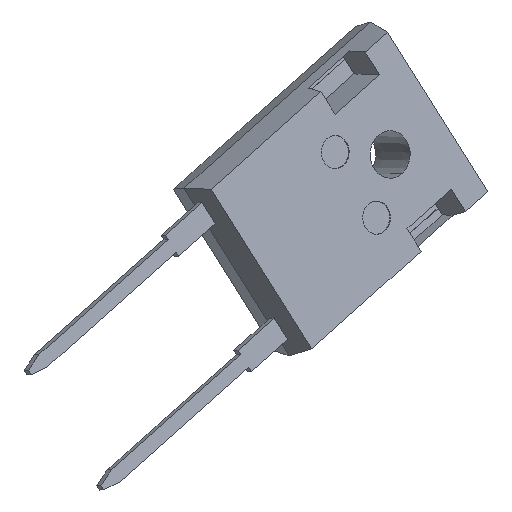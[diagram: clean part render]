
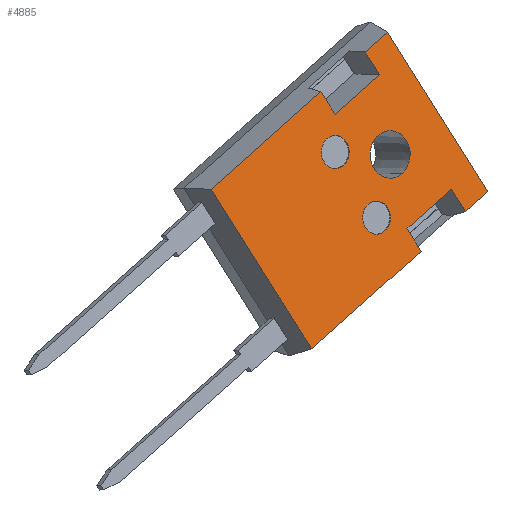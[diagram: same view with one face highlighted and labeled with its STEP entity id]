
A CAD part, top view. The second image highlights one B-rep face of the part: STEP entity #4885.
In plain terms, the highlighted face is planar.
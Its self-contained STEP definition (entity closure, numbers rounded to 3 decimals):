
#108 = EDGE_CURVE ( 'NONE', #3278, #5483, #6854, .T. ) ;
#175 = VECTOR ( 'NONE', #7393, 1000. ) ;
#229 = ORIENTED_EDGE ( 'NONE', *, *, #6419, .T. ) ;
#345 = LINE ( 'NONE', #1653, #2294 ) ;
#444 = AXIS2_PLACEMENT_3D ( 'NONE', #4602, #3177, #7264 ) ;
#460 = CARTESIAN_POINT ( 'NONE',  ( 12.25, -10., 3. ) ) ;
#510 = PLANE ( 'NONE',  #444 ) ;
#561 = CARTESIAN_POINT ( 'NONE',  ( 15.432, 0., 3. ) ) ;
#584 = EDGE_CURVE ( 'NONE', #3542, #5971, #5499, .T. ) ;
#688 = CIRCLE ( 'NONE', #829, 1.25 ) ;
#692 = DIRECTION ( 'NONE',  ( 0., -1., 0. ) ) ;
#693 = DIRECTION ( 'NONE',  ( 0., -1., 0. ) ) ;
#725 = CARTESIAN_POINT ( 'NONE',  ( 0.368, -20.632, 3. ) ) ;
#736 = LINE ( 'NONE', #1369, #2890 ) ;
#798 = CARTESIAN_POINT ( 'NONE',  ( 7.9, -6.15, 3. ) ) ;
#829 = AXIS2_PLACEMENT_3D ( 'NONE', #2391, #1667, #1039 ) ;
#842 = CARTESIAN_POINT ( 'NONE',  ( 13.3, -3.3, 3. ) ) ;
#887 = VERTEX_POINT ( 'NONE', #7589 ) ;
#939 = AXIS2_PLACEMENT_3D ( 'NONE', #8272, #2121, #4856 ) ;
#1039 = DIRECTION ( 'NONE',  ( 1., 0., 0. ) ) ;
#1074 = ORIENTED_EDGE ( 'NONE', *, *, #3365, .F. ) ;
#1098 = VECTOR ( 'NONE', #6182, 1000. ) ;
#1185 = VERTEX_POINT ( 'NONE', #3772 ) ;
#1230 = ORIENTED_EDGE ( 'NONE', *, *, #6211, .F. ) ;
#1231 = FACE_BOUND ( 'NONE', #2683, .T. ) ;
#1338 = ORIENTED_EDGE ( 'NONE', *, *, #7300, .F. ) ;
#1363 = EDGE_CURVE ( 'NONE', #2596, #2379, #4796, .T. ) ;
#1369 = CARTESIAN_POINT ( 'NONE',  ( 0.368, 0., 3. ) ) ;
#1509 = LINE ( 'NONE', #4887, #3024 ) ;
#1616 = AXIS2_PLACEMENT_3D ( 'NONE', #798, #7458, #6123 ) ;
#1653 = CARTESIAN_POINT ( 'NONE',  ( 0., -3.3, 3. ) ) ;
#1667 = DIRECTION ( 'NONE',  ( 0., 0., 1. ) ) ;
#1687 = CARTESIAN_POINT ( 'NONE',  ( 0., -20.632, 3. ) ) ;
#1714 = CARTESIAN_POINT ( 'NONE',  ( 0., -8.3, 3. ) ) ;
#1780 = FACE_BOUND ( 'NONE', #8318, .T. ) ;
#1781 = DIRECTION ( 'NONE',  ( 1., 0., 0. ) ) ;
#1828 = DIRECTION ( 'NONE',  ( 0., 0., 1. ) ) ;
#1844 = VERTEX_POINT ( 'NONE', #8824 ) ;
#1887 = CARTESIAN_POINT ( 'NONE',  ( 15.432, -3.3, 3. ) ) ;
#1904 = EDGE_LOOP ( 'NONE', ( #2320, #1074 ) ) ;
#1908 = DIRECTION ( 'NONE',  ( 0., 1., 0. ) ) ;
#2121 = DIRECTION ( 'NONE',  ( 0., 0., 1. ) ) ;
#2233 = CARTESIAN_POINT ( 'NONE',  ( 0.368, -3.3, 3. ) ) ;
#2286 = DIRECTION ( 'NONE',  ( -1., 0., 0. ) ) ;
#2294 = VECTOR ( 'NONE', #2286, 1000. ) ;
#2307 = VERTEX_POINT ( 'NONE', #5987 ) ;
#2320 = ORIENTED_EDGE ( 'NONE', *, *, #2398, .F. ) ;
#2379 = VERTEX_POINT ( 'NONE', #6415 ) ;
#2391 = CARTESIAN_POINT ( 'NONE',  ( 11., -10., 3. ) ) ;
#2398 = EDGE_CURVE ( 'NONE', #6676, #887, #5680, .T. ) ;
#2457 = FACE_OUTER_BOUND ( 'NONE', #6440, .T. ) ;
#2571 = EDGE_CURVE ( 'NONE', #5971, #3542, #7548, .T. ) ;
#2587 = LINE ( 'NONE', #5243, #6337 ) ;
#2596 = VERTEX_POINT ( 'NONE', #8660 ) ;
#2632 = EDGE_CURVE ( 'NONE', #3951, #1185, #5205, .T. ) ;
#2662 = CARTESIAN_POINT ( 'NONE',  ( 6.1, -6.15, 3. ) ) ;
#2674 = CARTESIAN_POINT ( 'NONE',  ( 2.5, -3.3, 3. ) ) ;
#2683 = EDGE_LOOP ( 'NONE', ( #1230, #1338 ) ) ;
#2708 = VECTOR ( 'NONE', #7467, 1000. ) ;
#2749 = VECTOR ( 'NONE', #1781, 1000. ) ;
#2890 = VECTOR ( 'NONE', #692, 1000. ) ;
#2957 = ORIENTED_EDGE ( 'NONE', *, *, #6228, .T. ) ;
#3024 = VECTOR ( 'NONE', #6197, 1000. ) ;
#3177 = DIRECTION ( 'NONE',  ( 0., 0., -1. ) ) ;
#3278 = VERTEX_POINT ( 'NONE', #6265 ) ;
#3365 = EDGE_CURVE ( 'NONE', #887, #6676, #688, .T. ) ;
#3393 = AXIS2_PLACEMENT_3D ( 'NONE', #8614, #1828, #7353 ) ;
#3459 = EDGE_CURVE ( 'NONE', #4637, #3278, #8542, .T. ) ;
#3484 = CARTESIAN_POINT ( 'NONE',  ( 15.432, 0., 3. ) ) ;
#3542 = VERTEX_POINT ( 'NONE', #2662 ) ;
#3586 = ORIENTED_EDGE ( 'NONE', *, *, #2571, .F. ) ;
#3662 = CARTESIAN_POINT ( 'NONE',  ( 0., -0.804, 3. ) ) ;
#3772 = CARTESIAN_POINT ( 'NONE',  ( 15.432, -0.804, 3. ) ) ;
#3833 = CARTESIAN_POINT ( 'NONE',  ( 0.368, -0.804, 3. ) ) ;
#3948 = ORIENTED_EDGE ( 'NONE', *, *, #5163, .F. ) ;
#3951 = VERTEX_POINT ( 'NONE', #1887 ) ;
#3993 = VERTEX_POINT ( 'NONE', #8089 ) ;
#4070 = CARTESIAN_POINT ( 'NONE',  ( 0.368, 0., 3. ) ) ;
#4134 = CARTESIAN_POINT ( 'NONE',  ( 4.8, -10., 3. ) ) ;
#4193 = CIRCLE ( 'NONE', #5208, 1.25 ) ;
#4247 = EDGE_CURVE ( 'NONE', #4969, #5895, #345, .T. ) ;
#4419 = DIRECTION ( 'NONE',  ( 1., 0., 0. ) ) ;
#4602 = CARTESIAN_POINT ( 'NONE',  ( 0., 0., 3. ) ) ;
#4612 = EDGE_CURVE ( 'NONE', #3993, #3951, #1509, .T. ) ;
#4637 = VERTEX_POINT ( 'NONE', #4843 ) ;
#4796 = LINE ( 'NONE', #5512, #175 ) ;
#4843 = CARTESIAN_POINT ( 'NONE',  ( 2.5, -8.3, 3. ) ) ;
#4856 = DIRECTION ( 'NONE',  ( 1., 0., 0. ) ) ;
#4885 = ADVANCED_FACE ( 'NONE', ( #5288, #1231, #1780, #2457 ), #510, .F. ) ;
#4887 = CARTESIAN_POINT ( 'NONE',  ( 0., -3.3, 3. ) ) ;
#4899 = VECTOR ( 'NONE', #4419, 1000. ) ;
#4904 = AXIS2_PLACEMENT_3D ( 'NONE', #8655, #8740, #5965 ) ;
#4943 = EDGE_CURVE ( 'NONE', #4637, #4969, #2587, .T. ) ;
#4969 = VERTEX_POINT ( 'NONE', #2674 ) ;
#5042 = CIRCLE ( 'NONE', #4904, 1.25 ) ;
#5092 = LINE ( 'NONE', #3662, #4899 ) ;
#5163 = EDGE_CURVE ( 'NONE', #7140, #1185, #5092, .T. ) ;
#5205 = LINE ( 'NONE', #561, #6546 ) ;
#5208 = AXIS2_PLACEMENT_3D ( 'NONE', #4134, #8180, #5486 ) ;
#5243 = CARTESIAN_POINT ( 'NONE',  ( 2.5, -3.3, 3. ) ) ;
#5288 = FACE_BOUND ( 'NONE', #1904, .T. ) ;
#5296 = ORIENTED_EDGE ( 'NONE', *, *, #584, .F. ) ;
#5403 = ORIENTED_EDGE ( 'NONE', *, *, #1363, .F. ) ;
#5483 = VERTEX_POINT ( 'NONE', #725 ) ;
#5486 = DIRECTION ( 'NONE',  ( 1., 0., 0. ) ) ;
#5499 = CIRCLE ( 'NONE', #1616, 1.8 ) ;
#5512 = CARTESIAN_POINT ( 'NONE',  ( 13.3, -8.3, 3. ) ) ;
#5680 = CIRCLE ( 'NONE', #939, 1.25 ) ;
#5692 = LINE ( 'NONE', #1687, #2749 ) ;
#5895 = VERTEX_POINT ( 'NONE', #2233 ) ;
#5927 = VECTOR ( 'NONE', #6384, 1000. ) ;
#5965 = DIRECTION ( 'NONE',  ( 1., 0., 0. ) ) ;
#5971 = VERTEX_POINT ( 'NONE', #8214 ) ;
#5987 = CARTESIAN_POINT ( 'NONE',  ( 15.432, -20.632, 3. ) ) ;
#6039 = EDGE_CURVE ( 'NONE', #5483, #2307, #5692, .T. ) ;
#6043 = CARTESIAN_POINT ( 'NONE',  ( 6.05, -10., 3. ) ) ;
#6059 = DIRECTION ( 'NONE',  ( 0., 1., 0. ) ) ;
#6123 = DIRECTION ( 'NONE',  ( 1., 0., 0. ) ) ;
#6182 = DIRECTION ( 'NONE',  ( 0., 1., 0. ) ) ;
#6197 = DIRECTION ( 'NONE',  ( 1., 0., 0. ) ) ;
#6211 = EDGE_CURVE ( 'NONE', #6692, #1844, #5042, .T. ) ;
#6228 = EDGE_CURVE ( 'NONE', #2307, #2379, #8779, .T. ) ;
#6265 = CARTESIAN_POINT ( 'NONE',  ( 0.368, -8.3, 3. ) ) ;
#6337 = VECTOR ( 'NONE', #1908, 1000. ) ;
#6364 = ORIENTED_EDGE ( 'NONE', *, *, #4943, .F. ) ;
#6372 = ORIENTED_EDGE ( 'NONE', *, *, #4247, .F. ) ;
#6384 = DIRECTION ( 'NONE',  ( 0., -1., 0. ) ) ;
#6406 = ORIENTED_EDGE ( 'NONE', *, *, #3459, .T. ) ;
#6415 = CARTESIAN_POINT ( 'NONE',  ( 15.432, -8.3, 3. ) ) ;
#6419 = EDGE_CURVE ( 'NONE', #7140, #5895, #736, .T. ) ;
#6440 = EDGE_LOOP ( 'NONE', ( #2957, #5403, #8198, #6933, #7580, #3948, #229, #6372, #6364, #6406, #6632, #7243 ) ) ;
#6546 = VECTOR ( 'NONE', #6059, 1000. ) ;
#6563 = VECTOR ( 'NONE', #693, 1000. ) ;
#6632 = ORIENTED_EDGE ( 'NONE', *, *, #108, .T. ) ;
#6676 = VERTEX_POINT ( 'NONE', #460 ) ;
#6692 = VERTEX_POINT ( 'NONE', #6043 ) ;
#6854 = LINE ( 'NONE', #4070, #6563 ) ;
#6933 = ORIENTED_EDGE ( 'NONE', *, *, #4612, .T. ) ;
#7140 = VERTEX_POINT ( 'NONE', #3833 ) ;
#7243 = ORIENTED_EDGE ( 'NONE', *, *, #6039, .T. ) ;
#7264 = DIRECTION ( 'NONE',  ( -1., 0., 0. ) ) ;
#7300 = EDGE_CURVE ( 'NONE', #1844, #6692, #4193, .T. ) ;
#7353 = DIRECTION ( 'NONE',  ( 1., 0., 0. ) ) ;
#7393 = DIRECTION ( 'NONE',  ( 1., 0., 0. ) ) ;
#7458 = DIRECTION ( 'NONE',  ( 0., 0., 1. ) ) ;
#7467 = DIRECTION ( 'NONE',  ( -1., 0., 0. ) ) ;
#7548 = CIRCLE ( 'NONE', #3393, 1.8 ) ;
#7562 = EDGE_CURVE ( 'NONE', #3993, #2596, #8532, .T. ) ;
#7580 = ORIENTED_EDGE ( 'NONE', *, *, #2632, .T. ) ;
#7589 = CARTESIAN_POINT ( 'NONE',  ( 9.75, -10., 3. ) ) ;
#8089 = CARTESIAN_POINT ( 'NONE',  ( 13.3, -3.3, 3. ) ) ;
#8180 = DIRECTION ( 'NONE',  ( 0., 0., 1. ) ) ;
#8198 = ORIENTED_EDGE ( 'NONE', *, *, #7562, .F. ) ;
#8214 = CARTESIAN_POINT ( 'NONE',  ( 9.7, -6.15, 3. ) ) ;
#8272 = CARTESIAN_POINT ( 'NONE',  ( 11., -10., 3. ) ) ;
#8318 = EDGE_LOOP ( 'NONE', ( #3586, #5296 ) ) ;
#8532 = LINE ( 'NONE', #842, #5927 ) ;
#8542 = LINE ( 'NONE', #1714, #2708 ) ;
#8614 = CARTESIAN_POINT ( 'NONE',  ( 7.9, -6.15, 3. ) ) ;
#8655 = CARTESIAN_POINT ( 'NONE',  ( 4.8, -10., 3. ) ) ;
#8660 = CARTESIAN_POINT ( 'NONE',  ( 13.3, -8.3, 3. ) ) ;
#8740 = DIRECTION ( 'NONE',  ( 0., 0., 1. ) ) ;
#8779 = LINE ( 'NONE', #3484, #1098 ) ;
#8824 = CARTESIAN_POINT ( 'NONE',  ( 3.55, -10., 3. ) ) ;
